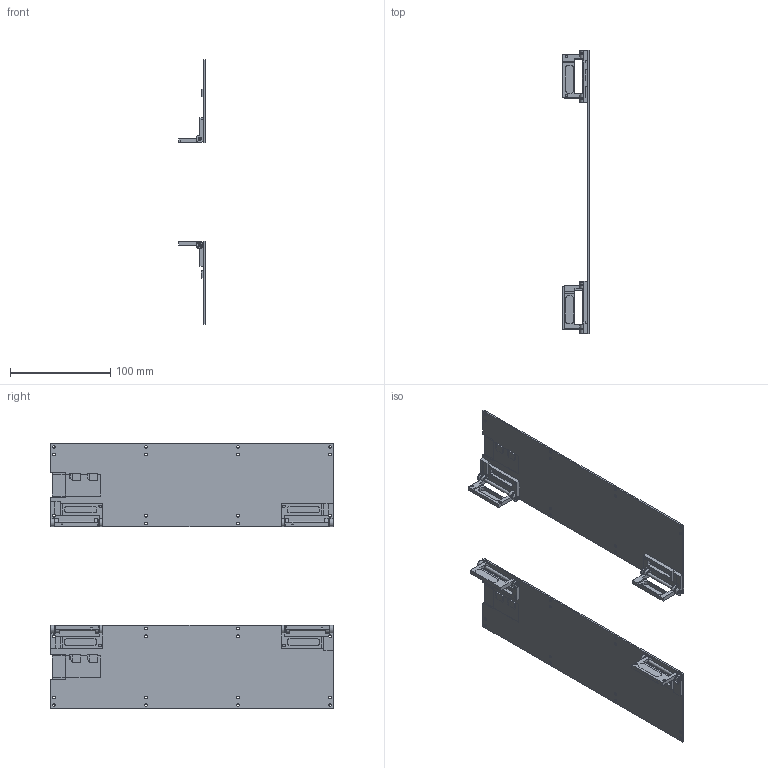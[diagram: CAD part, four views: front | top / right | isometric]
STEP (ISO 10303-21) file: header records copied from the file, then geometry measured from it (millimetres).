
FILE_DESCRIPTION(/* description */ (''),/* implementation_level */ '2;1');
FILE_NAME(/* name */ 'Deployable_solar_panels v18.step',/* time_stamp */ '2025-08-11T03:14:42-07:00',/* author */ (''),/* organization */ (''),/* preprocessor_version */ 'ST-DEVELOPER v20.1',/* originating_system */ 'Autodesk Translation Framework v14.10.0.0',/* authorisation */ '');
FILE_SCHEMA (('AUTOMOTIVE_DESIGN { 1 0 10303 214 3 1 1 }'));
Products named in the file (11): Deployable_solar_panels; Hinge (not app) v2 (1); Outer (1); 97832A192_18-8 Stainless Steel Shoulder Screw; ISIS_ISPA_1_5_201_ASS_SW0001; ISIS_ISPA_1_5_201_ASS_SW0001_1; Hinge (not app) v2 (1)_1; Inner (1); Outer (1)_1; 97832A192_18-8 Stainless Steel Shoulder Screw_1; 97832A192_18-8 Stainless Steel Shoulder Screw_2
Assembly tree (12 placements, depth 5):
  Deployable_solar_panels
    Hinge (not app) v2 (1)
      Inner (1)
      Outer (1)
        97832A192_18-8 Stainless Steel Shoulder Screw
          97832A192_18-8 Stainless Steel Shoulder Screw_2
    ISIS_ISPA_1_5_201_ASS_SW0001
    ISIS_ISPA_1_5_201_ASS_SW0001_1
    Hinge (not app) v2 (1)_1
      Inner (1)
      Outer (1)_1
        97832A192_18-8 Stainless Steel Shoulder Screw_1
          97832A192_18-8 Stainless Steel Shoulder Screw_2
Bounding box: 26.59 x 281.21 x 263.3 mm (x, y, z)
Volume: 96659.4 mm3; surface area: 118471 mm2
Topology: 22 solids, 22 shells, 2795 faces, 6591 edges, 4326 vertices
Faces by surface type: plane 2443, cylinder 248, cone 92, bspline 8, torus 4
Full cylindrical faces by diameter (mm): 1.849 x4, 2.02 x16, 2.5 x8, 2.7 x32, 2.75 x1, 2.845 x8, 2.857 x4, 3.175 x4, 3.302 x8, 3.44 x1, 3.463 x3, 4.074 x8, 4.348 x8, 6 x6, 6.298 x8, 6.35 x4, 6.75 x2, 6.773 x1
Entity records: 68493 total; most frequent: CARTESIAN_POINT 13691, DIRECTION 11064, ORIENTED_EDGE 10888, EDGE_CURVE 5444, LINE 4242, VECTOR 4242, VERTEX_POINT 3567, AXIS2_PLACEMENT_3D 3411
